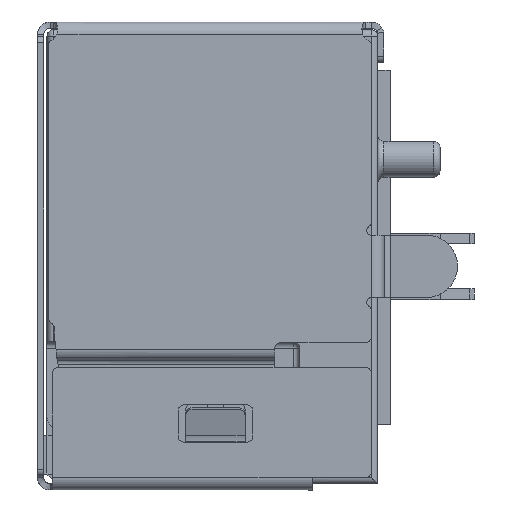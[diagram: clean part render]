
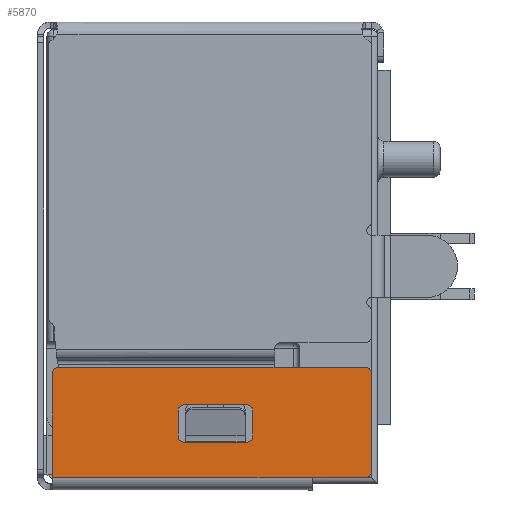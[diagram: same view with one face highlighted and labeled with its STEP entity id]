
A CAD part, left-side view. The second image highlights one B-rep face of the part: STEP entity #5870.
In plain terms, the highlighted planar face has unit normal (-1, 0, 0).
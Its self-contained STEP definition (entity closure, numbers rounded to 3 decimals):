
#3 = DIRECTION ( 'NONE',  ( 0., 0., -1. ) ) ;
#6 = EDGE_LOOP ( 'NONE', ( #23094, #14313, #1448, #23425, #17795, #20505, #8237, #22695 ) ) ;
#152 = EDGE_LOOP ( 'NONE', ( #28487, #20318, #14351, #3054, #22616, #4549, #19909, #9606 ) ) ;
#389 = EDGE_CURVE ( 'NONE', #12480, #1455, #28987, .T. ) ;
#444 = AXIS2_PLACEMENT_3D ( 'NONE', #24254, #6874, #9166 ) ;
#823 = EDGE_CURVE ( 'NONE', #6516, #8869, #16572, .T. ) ;
#989 = CARTESIAN_POINT ( 'NONE',  ( -8.1, -4.504, 2.529 ) ) ;
#1186 = CARTESIAN_POINT ( 'NONE',  ( -8.1, -8.6, 0.4 ) ) ;
#1448 = ORIENTED_EDGE ( 'NONE', *, *, #2232, .T. ) ;
#1455 = VERTEX_POINT ( 'NONE', #29131 ) ;
#1544 = CARTESIAN_POINT ( 'NONE',  ( -8.1, -15.624, 0.4 ) ) ;
#1579 = AXIS2_PLACEMENT_3D ( 'NONE', #27738, #12967, #27846 ) ;
#1812 = EDGE_CURVE ( 'NONE', #8761, #17807, #16501, .T. ) ;
#2232 = EDGE_CURVE ( 'NONE', #1455, #28740, #9941, .T. ) ;
#2264 = CARTESIAN_POINT ( 'NONE',  ( -8.1, -4.504, 1.729 ) ) ;
#2487 = VECTOR ( 'NONE', #13806, 1000. ) ;
#2501 = CIRCLE ( 'NONE', #10156, 0.2 ) ;
#3054 = ORIENTED_EDGE ( 'NONE', *, *, #9140, .F. ) ;
#3194 = CARTESIAN_POINT ( 'NONE',  ( -8.1, -4.504, 1.529 ) ) ;
#3887 = CARTESIAN_POINT ( 'NONE',  ( -8.1, -10.299, 0.6 ) ) ;
#4549 = ORIENTED_EDGE ( 'NONE', *, *, #823, .F. ) ;
#4770 = DIRECTION ( 'NONE',  ( 1., 0., 0. ) ) ;
#4890 = CARTESIAN_POINT ( 'NONE',  ( -8.1, -6.704, 1.729 ) ) ;
#5609 = VERTEX_POINT ( 'NONE', #13165 ) ;
#5870 = ADVANCED_FACE ( 'NONE', ( #25530, #28648 ), #26718, .T. ) ;
#5979 = LINE ( 'NONE', #1544, #28770 ) ;
#6516 = VERTEX_POINT ( 'NONE', #14477 ) ;
#6728 = DIRECTION ( 'NONE',  ( 0., 1., 0. ) ) ;
#6874 = DIRECTION ( 'NONE',  ( 1., 0., 0. ) ) ;
#7248 = DIRECTION ( 'NONE',  ( 0., 0., -1. ) ) ;
#7423 = LINE ( 'NONE', #22966, #27878 ) ;
#8237 = ORIENTED_EDGE ( 'NONE', *, *, #15139, .T. ) ;
#8393 = VERTEX_POINT ( 'NONE', #3194 ) ;
#8761 = VERTEX_POINT ( 'NONE', #9924 ) ;
#8869 = VERTEX_POINT ( 'NONE', #29665 ) ;
#9140 = EDGE_CURVE ( 'NONE', #14995, #8761, #5979, .T. ) ;
#9166 = DIRECTION ( 'NONE',  ( 0., 0., 1. ) ) ;
#9286 = VERTEX_POINT ( 'NONE', #4890 ) ;
#9287 = VECTOR ( 'NONE', #31609, 1000. ) ;
#9443 = LINE ( 'NONE', #22492, #11361 ) ;
#9606 = ORIENTED_EDGE ( 'NONE', *, *, #21161, .F. ) ;
#9748 = VERTEX_POINT ( 'NONE', #29140 ) ;
#9924 = CARTESIAN_POINT ( 'NONE',  ( -8.1, -0.274, 0.4 ) ) ;
#9941 = LINE ( 'NONE', #10035, #19595 ) ;
#10002 = DIRECTION ( 'NONE',  ( 1., 0., 0. ) ) ;
#10035 = CARTESIAN_POINT ( 'NONE',  ( -8.1, -6.704, 2.729 ) ) ;
#10156 = AXIS2_PLACEMENT_3D ( 'NONE', #31976, #10002, #3 ) ;
#10739 = LINE ( 'NONE', #22927, #20401 ) ;
#10749 = DIRECTION ( 'NONE',  ( 0., 0., -1. ) ) ;
#10791 = DIRECTION ( 'NONE',  ( 0., 0., -1. ) ) ;
#10793 = EDGE_CURVE ( 'NONE', #27829, #9286, #7423, .T. ) ;
#11095 = CARTESIAN_POINT ( 'NONE',  ( -8.1, -0.474, 3.929 ) ) ;
#11361 = VECTOR ( 'NONE', #30137, 1000. ) ;
#11562 = CARTESIAN_POINT ( 'NONE',  ( -8.1, -6.704, 1.529 ) ) ;
#11820 = CARTESIAN_POINT ( 'NONE',  ( -8.1, -4.304, 2.529 ) ) ;
#12480 = VERTEX_POINT ( 'NONE', #11820 ) ;
#12701 = CARTESIAN_POINT ( 'NONE',  ( -8.1, -0.274, 3.729 ) ) ;
#12967 = DIRECTION ( 'NONE',  ( 1., 0., 0. ) ) ;
#13165 = CARTESIAN_POINT ( 'NONE',  ( -8.1, -10.499, 3.729 ) ) ;
#13806 = DIRECTION ( 'NONE',  ( 0., 1., 0. ) ) ;
#13829 = DIRECTION ( 'NONE',  ( 1., 0., 0. ) ) ;
#14205 = DIRECTION ( 'NONE',  ( 0., 0., -1. ) ) ;
#14289 = VERTEX_POINT ( 'NONE', #28151 ) ;
#14313 = ORIENTED_EDGE ( 'NONE', *, *, #389, .T. ) ;
#14351 = ORIENTED_EDGE ( 'NONE', *, *, #1812, .F. ) ;
#14477 = CARTESIAN_POINT ( 'NONE',  ( -8.1, -10.499, 0.6 ) ) ;
#14995 = VERTEX_POINT ( 'NONE', #1186 ) ;
#15139 = EDGE_CURVE ( 'NONE', #18749, #8393, #17581, .T. ) ;
#15171 = CIRCLE ( 'NONE', #17033, 0.2 ) ;
#15356 = DIRECTION ( 'NONE',  ( 1., 0., 0. ) ) ;
#15390 = CIRCLE ( 'NONE', #1579, 0.2 ) ;
#16039 = EDGE_CURVE ( 'NONE', #8393, #9748, #15171, .T. ) ;
#16186 = CARTESIAN_POINT ( 'NONE',  ( -8.1, -6.504, 1.529 ) ) ;
#16501 = LINE ( 'NONE', #25947, #24219 ) ;
#16572 = CIRCLE ( 'NONE', #26932, 0.2 ) ;
#16963 = CARTESIAN_POINT ( 'NONE',  ( -8.1, -6.504, 2.729 ) ) ;
#17033 = AXIS2_PLACEMENT_3D ( 'NONE', #2264, #4770, #7248 ) ;
#17581 = LINE ( 'NONE', #11562, #2487 ) ;
#17795 = ORIENTED_EDGE ( 'NONE', *, *, #10793, .T. ) ;
#17807 = VERTEX_POINT ( 'NONE', #12701 ) ;
#18287 = DIRECTION ( 'NONE',  ( 0., 0., -1. ) ) ;
#18749 = VERTEX_POINT ( 'NONE', #16186 ) ;
#19048 = EDGE_CURVE ( 'NONE', #8869, #14995, #29281, .T. ) ;
#19118 = EDGE_CURVE ( 'NONE', #5609, #6516, #10739, .T. ) ;
#19595 = VECTOR ( 'NONE', #25076, 1000. ) ;
#19835 = EDGE_CURVE ( 'NONE', #9748, #12480, #28604, .T. ) ;
#19854 = DIRECTION ( 'NONE',  ( 0., 0., -1. ) ) ;
#19909 = ORIENTED_EDGE ( 'NONE', *, *, #19118, .F. ) ;
#19957 = CARTESIAN_POINT ( 'NONE',  ( -8.1, -6.504, 2.529 ) ) ;
#19981 = CARTESIAN_POINT ( 'NONE',  ( -8.1, -10.499, 0.4 ) ) ;
#20248 = AXIS2_PLACEMENT_3D ( 'NONE', #22108, #31695, #14205 ) ;
#20318 = ORIENTED_EDGE ( 'NONE', *, *, #27597, .F. ) ;
#20401 = VECTOR ( 'NONE', #10749, 1000. ) ;
#20505 = ORIENTED_EDGE ( 'NONE', *, *, #23192, .T. ) ;
#21138 = VECTOR ( 'NONE', #27389, 1000. ) ;
#21161 = EDGE_CURVE ( 'NONE', #14289, #5609, #15390, .T. ) ;
#21746 = CIRCLE ( 'NONE', #26050, 0.2 ) ;
#22108 = CARTESIAN_POINT ( 'NONE',  ( -8.1, 28.141, 7.779 ) ) ;
#22492 = CARTESIAN_POINT ( 'NONE',  ( -8.1, -10.499, 3.929 ) ) ;
#22616 = ORIENTED_EDGE ( 'NONE', *, *, #19048, .F. ) ;
#22695 = ORIENTED_EDGE ( 'NONE', *, *, #16039, .T. ) ;
#22927 = CARTESIAN_POINT ( 'NONE',  ( -8.1, -10.499, -19.471 ) ) ;
#22945 = CARTESIAN_POINT ( 'NONE',  ( -8.1, -6.704, 2.529 ) ) ;
#22966 = CARTESIAN_POINT ( 'NONE',  ( -8.1, -6.704, 1.529 ) ) ;
#23069 = DIRECTION ( 'NONE',  ( 0., 0., 1. ) ) ;
#23094 = ORIENTED_EDGE ( 'NONE', *, *, #19835, .T. ) ;
#23192 = EDGE_CURVE ( 'NONE', #9286, #18749, #2501, .T. ) ;
#23425 = ORIENTED_EDGE ( 'NONE', *, *, #25853, .T. ) ;
#23975 = CARTESIAN_POINT ( 'NONE',  ( -8.1, -4.304, 1.529 ) ) ;
#24219 = VECTOR ( 'NONE', #23069, 1000. ) ;
#24254 = CARTESIAN_POINT ( 'NONE',  ( -8.1, -0.474, 3.729 ) ) ;
#25076 = DIRECTION ( 'NONE',  ( 0., -1., 0. ) ) ;
#25530 = FACE_BOUND ( 'NONE', #6, .T. ) ;
#25853 = EDGE_CURVE ( 'NONE', #28740, #27829, #21746, .T. ) ;
#25860 = CIRCLE ( 'NONE', #444, 0.2 ) ;
#25947 = CARTESIAN_POINT ( 'NONE',  ( -8.1, -0.274, 0. ) ) ;
#26050 = AXIS2_PLACEMENT_3D ( 'NONE', #19957, #27250, #19854 ) ;
#26718 = PLANE ( 'NONE',  #20248 ) ;
#26932 = AXIS2_PLACEMENT_3D ( 'NONE', #3887, #13829, #31093 ) ;
#27250 = DIRECTION ( 'NONE',  ( 1., 0., 0. ) ) ;
#27389 = DIRECTION ( 'NONE',  ( 0., 1., 0. ) ) ;
#27597 = EDGE_CURVE ( 'NONE', #17807, #29594, #25860, .T. ) ;
#27738 = CARTESIAN_POINT ( 'NONE',  ( -8.1, -10.299, 3.729 ) ) ;
#27829 = VERTEX_POINT ( 'NONE', #22945 ) ;
#27846 = DIRECTION ( 'NONE',  ( 0., 0., 1. ) ) ;
#27878 = VECTOR ( 'NONE', #10791, 1000. ) ;
#28151 = CARTESIAN_POINT ( 'NONE',  ( -8.1, -10.299, 3.929 ) ) ;
#28487 = ORIENTED_EDGE ( 'NONE', *, *, #31718, .F. ) ;
#28604 = LINE ( 'NONE', #23975, #9287 ) ;
#28648 = FACE_OUTER_BOUND ( 'NONE', #152, .T. ) ;
#28740 = VERTEX_POINT ( 'NONE', #16963 ) ;
#28770 = VECTOR ( 'NONE', #6728, 1000. ) ;
#28987 = CIRCLE ( 'NONE', #29853, 0.2 ) ;
#29131 = CARTESIAN_POINT ( 'NONE',  ( -8.1, -4.504, 2.729 ) ) ;
#29140 = CARTESIAN_POINT ( 'NONE',  ( -8.1, -4.304, 1.729 ) ) ;
#29281 = LINE ( 'NONE', #19981, #21138 ) ;
#29594 = VERTEX_POINT ( 'NONE', #11095 ) ;
#29665 = CARTESIAN_POINT ( 'NONE',  ( -8.1, -10.299, 0.4 ) ) ;
#29853 = AXIS2_PLACEMENT_3D ( 'NONE', #989, #15356, #18287 ) ;
#30137 = DIRECTION ( 'NONE',  ( 0., -1., 0. ) ) ;
#31093 = DIRECTION ( 'NONE',  ( 0., 0., 1. ) ) ;
#31609 = DIRECTION ( 'NONE',  ( 0., 0., 1. ) ) ;
#31695 = DIRECTION ( 'NONE',  ( -1., 0., 0. ) ) ;
#31718 = EDGE_CURVE ( 'NONE', #29594, #14289, #9443, .T. ) ;
#31976 = CARTESIAN_POINT ( 'NONE',  ( -8.1, -6.504, 1.729 ) ) ;
